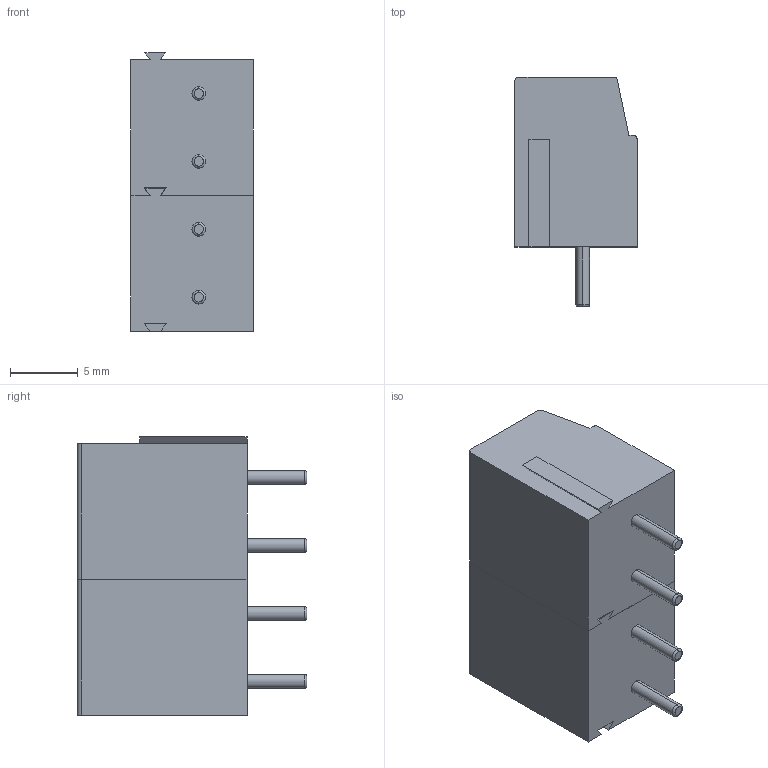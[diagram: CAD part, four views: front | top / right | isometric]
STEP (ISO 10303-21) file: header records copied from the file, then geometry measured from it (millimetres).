
FILE_DESCRIPTION (( 'STEP AP214' ), '1' );
FILE_NAME ('CUI_DEVICES_TB001-500-P04GR.step', '2019-10-21T04:45:22', ( '' ), ( '' ), 'SwSTEP 2.0', 'SolidWorks 2019', '' );
FILE_SCHEMA (( 'AUTOMOTIVE_DESIGN' ));
Length unit declared in the file: millimetre
Products named in the file (2): TB001-500-02P_Green - P; CUI_DEVICES_TB001-500-P04GR
Assembly tree (2 placements, depth 2):
  CUI_DEVICES_TB001-500-P04GR
    TB001-500-02P_Green - P  x2
Bounding box: 9 x 16.9 x 20.5 mm (x, y, z)
Volume: 1896.9 mm3; surface area: 1901.1 mm2
Topology: 2 solids, 2 shells, 290 faces, 766 edges, 504 vertices
Faces by surface type: plane 176, cylinder 78, torus 28, cone 8
Entity records: 5180 total; most frequent: CARTESIAN_POINT 1009, ORIENTED_EDGE 766, DIRECTION 745, EDGE_CURVE 383, AXIS2_PLACEMENT_3D 252, VERTEX_POINT 252, LINE 241, VECTOR 241
